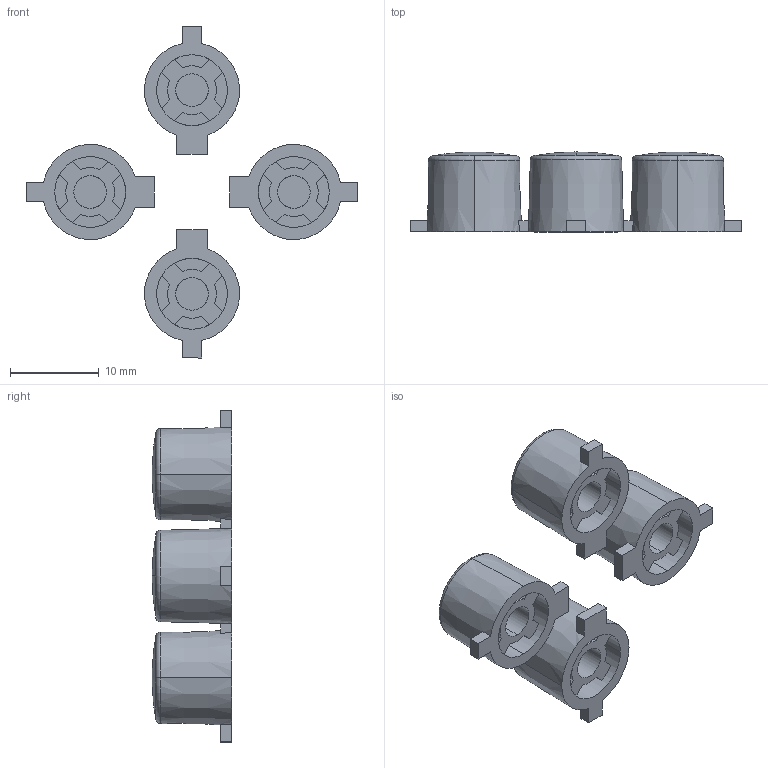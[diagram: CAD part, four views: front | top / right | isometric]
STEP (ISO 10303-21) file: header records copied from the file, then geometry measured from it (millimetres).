
FILE_DESCRIPTION (( 'STEP AP214' ), '1' );
FILE_NAME ('buttons-org.STEP', '2021-09-04T14:52:39', ( 'NoNo' ), ( '' ), 'SwSTEP 2.0', 'none', '' );
FILE_SCHEMA (( 'AUTOMOTIVE_DESIGN' ));
Length unit declared in the file: millimetre
Products named in the file (1): buttons-org
Bounding box: 37.5 x 9 x 37.5 mm (x, y, z)
Volume: 2307.8 mm3; surface area: 3010.6 mm2
Topology: 4 solids, 4 shells, 184 faces, 596 edges, 396 vertices
Faces by surface type: plane 124, cylinder 36, torus 8, sphere 8, cone 8
Entity records: 6829 total; most frequent: CARTESIAN_POINT 1273, ORIENTED_EDGE 1192, DIRECTION 1182, EDGE_CURVE 596, AXIS2_PLACEMENT_3D 417, VERTEX_POINT 396, VECTOR 348, LINE 348
